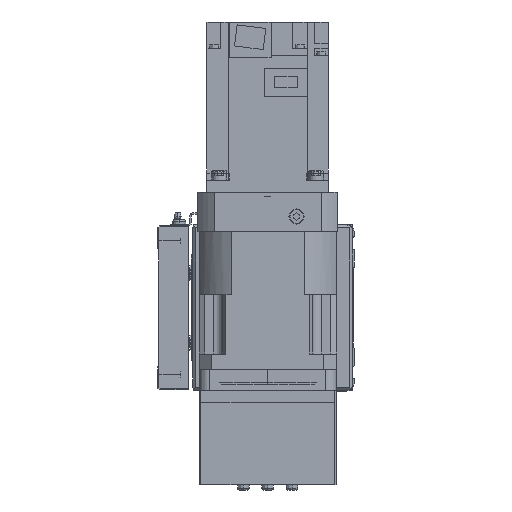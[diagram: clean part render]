
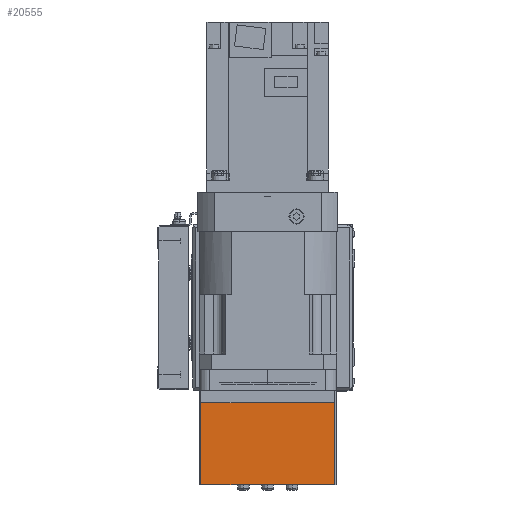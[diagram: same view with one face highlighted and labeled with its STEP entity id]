
A CAD part, left-side view. The second image highlights one B-rep face of the part: STEP entity #20555.
In plain terms, the highlighted planar face has unit normal (-1, 0, 0).
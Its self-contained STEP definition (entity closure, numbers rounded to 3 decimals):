
#1441 = EDGE_LOOP ( 'NONE', ( #38215, #21054, #2958, #27838 ) ) ;
#2267 = CARTESIAN_POINT ( 'NONE',  ( -99.5, 12.1, -116.5 ) ) ;
#2958 = ORIENTED_EDGE ( 'NONE', *, *, #23761, .F. ) ;
#5740 = EDGE_CURVE ( 'NONE', #33668, #22562, #24049, .T. ) ;
#6982 = VECTOR ( 'NONE', #11132, 1000. ) ;
#8106 = DIRECTION ( 'NONE',  ( 0., 0., 1. ) ) ;
#10384 = LINE ( 'NONE', #21791, #6982 ) ;
#11132 = DIRECTION ( 'NONE',  ( 0., 0., 1. ) ) ;
#12136 = DIRECTION ( 'NONE',  ( 0., -1., 0. ) ) ;
#12775 = DIRECTION ( 'NONE',  ( -1., 0., 0. ) ) ;
#16349 = CARTESIAN_POINT ( 'NONE',  ( -99.5, 100.1, -116.5 ) ) ;
#17029 = VERTEX_POINT ( 'NONE', #2267 ) ;
#18425 = DIRECTION ( 'NONE',  ( 0., -1., 0. ) ) ;
#19745 = CARTESIAN_POINT ( 'NONE',  ( -99.5, 12.1, -116.5 ) ) ;
#20555 = ADVANCED_FACE ( 'NONE', ( #20862 ), #47532, .T. ) ;
#20862 = FACE_OUTER_BOUND ( 'NONE', #1441, .T. ) ;
#21054 = ORIENTED_EDGE ( 'NONE', *, *, #5740, .F. ) ;
#21791 = CARTESIAN_POINT ( 'NONE',  ( -99.5, 100.1, -116.5 ) ) ;
#22562 = VERTEX_POINT ( 'NONE', #31462 ) ;
#23761 = EDGE_CURVE ( 'NONE', #40154, #33668, #10384, .T. ) ;
#23802 = EDGE_CURVE ( 'NONE', #17029, #22562, #27869, .T. ) ;
#24049 = LINE ( 'NONE', #39563, #37500 ) ;
#27838 = ORIENTED_EDGE ( 'NONE', *, *, #37933, .T. ) ;
#27869 = LINE ( 'NONE', #19745, #36972 ) ;
#28262 = DIRECTION ( 'NONE',  ( 0., 0., 1. ) ) ;
#29518 = CARTESIAN_POINT ( 'NONE',  ( -99.5, 100.1, -62.5 ) ) ;
#31356 = VECTOR ( 'NONE', #12136, 1000. ) ;
#31462 = CARTESIAN_POINT ( 'NONE',  ( -99.5, 12.1, -62.5 ) ) ;
#32661 = CARTESIAN_POINT ( 'NONE',  ( -99.5, 100.1, -116.5 ) ) ;
#33668 = VERTEX_POINT ( 'NONE', #29518 ) ;
#35276 = LINE ( 'NONE', #46897, #31356 ) ;
#36972 = VECTOR ( 'NONE', #8106, 1000. ) ;
#37500 = VECTOR ( 'NONE', #18425, 1000. ) ;
#37933 = EDGE_CURVE ( 'NONE', #40154, #17029, #35276, .T. ) ;
#38215 = ORIENTED_EDGE ( 'NONE', *, *, #23802, .T. ) ;
#39563 = CARTESIAN_POINT ( 'NONE',  ( -99.5, 100.1, -62.5 ) ) ;
#40154 = VERTEX_POINT ( 'NONE', #32661 ) ;
#42489 = AXIS2_PLACEMENT_3D ( 'NONE', #16349, #12775, #28262 ) ;
#46897 = CARTESIAN_POINT ( 'NONE',  ( -99.5, 100.1, -116.5 ) ) ;
#47532 = PLANE ( 'NONE',  #42489 ) ;
